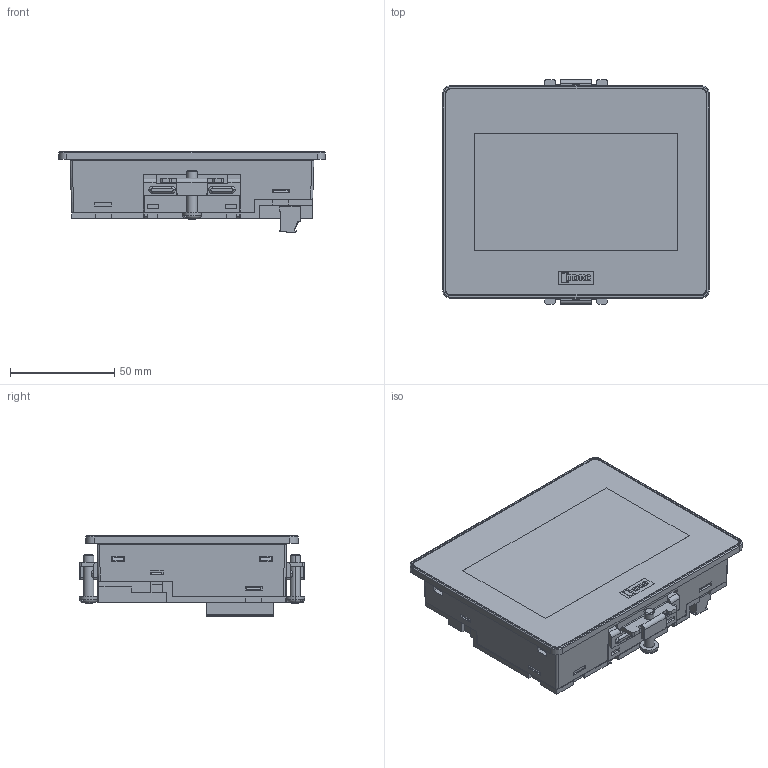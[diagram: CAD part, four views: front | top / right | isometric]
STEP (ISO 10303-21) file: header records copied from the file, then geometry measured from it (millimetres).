
FILE_DESCRIPTION (( 'STEP AP214' ), '1' );
FILE_NAME ('OUTSIDE-HG1G-4VT22TF,H.STEP', '2016-08-01T08:51:53', ( '' ), ( '' ), 'SwSTEP 2.0', 'SolidWorks 2014', '' );
FILE_SCHEMA (( 'AUTOMOTIVE_DESIGN' ));
Length unit declared in the file: millimetre
Products named in the file (4): OUTSIDE-HG1G-4VT22TF,H; OUTSIDE-HG3G-AJ-MOUNTING-METAL; OUTSIDE-HG1G-4VT22TF,H-BODY; すりわり付十字穴なべ小ねじ(M5.0)_l=20mm
Assembly tree (5 placements, depth 2):
  OUTSIDE-HG1G-4VT22TF,H
    OUTSIDE-HG1G-4VT22TF,H-BODY
    OUTSIDE-HG3G-AJ-MOUNTING-METAL  x2
    すりわり付十字穴なべ小ねじ(M5.0)_l=20mm  x2
Bounding box: 128 x 108.18 x 38.45 mm (x, y, z)
Volume: 324491.3 mm3; surface area: 59621.4 mm2
Topology: 5 solids, 5 shells, 2131 faces, 5860 edges, 3825 vertices
Faces by surface type: plane 1560, cylinder 337, bspline 168, torus 30, cone 28, sphere 8
Entity records: 71310 total; most frequent: CARTESIAN_POINT 22153, ORIENTED_EDGE 10962, DIRECTION 8732, EDGE_CURVE 5481, VECTOR 4254, LINE 4254, VERTEX_POINT 3595, AXIS2_PLACEMENT_3D 2239
